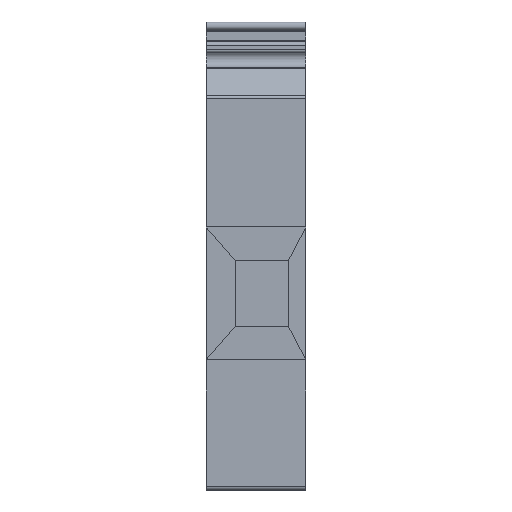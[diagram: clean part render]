
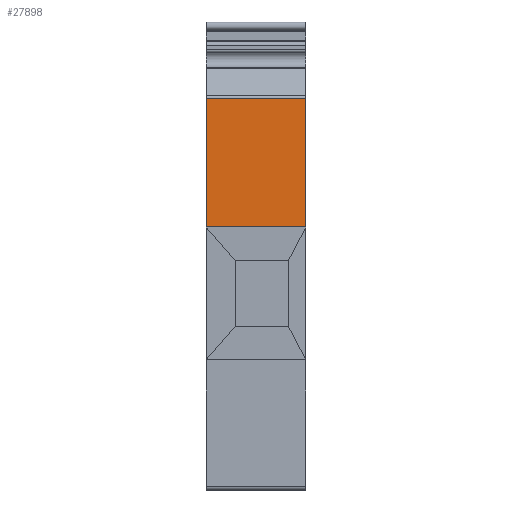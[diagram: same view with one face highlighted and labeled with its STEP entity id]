
A CAD part, left-side view. The second image highlights one B-rep face of the part: STEP entity #27898.
In plain terms, the highlighted planar face has unit normal (-1, 0, 0).
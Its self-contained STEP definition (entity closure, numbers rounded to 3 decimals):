
#1198 = LINE ( 'NONE', #28686, #16019 ) ;
#1802 = LINE ( 'NONE', #22997, #6052 ) ;
#1960 = EDGE_CURVE ( 'NONE', #13704, #23109, #19374, .T. ) ;
#2540 = LINE ( 'NONE', #11723, #14723 ) ;
#4036 = DIRECTION ( 'NONE',  ( 0., -1., 0. ) ) ;
#5271 = ORIENTED_EDGE ( 'NONE', *, *, #23677, .F. ) ;
#6028 = DIRECTION ( 'NONE',  ( 0., 0., 1. ) ) ;
#6052 = VECTOR ( 'NONE', #4036, 1000. ) ;
#7086 = FACE_OUTER_BOUND ( 'NONE', #17518, .T. ) ;
#9320 = DIRECTION ( 'NONE',  ( 1., 0., 0. ) ) ;
#9776 = CARTESIAN_POINT ( 'NONE',  ( -13.5, 0., 23.594 ) ) ;
#11723 = CARTESIAN_POINT ( 'NONE',  ( -13.5, 6., 0.2 ) ) ;
#12209 = VERTEX_POINT ( 'NONE', #27864 ) ;
#12895 = ORIENTED_EDGE ( 'NONE', *, *, #22939, .F. ) ;
#13704 = VERTEX_POINT ( 'NONE', #26736 ) ;
#14723 = VECTOR ( 'NONE', #27051, 1000. ) ;
#16019 = VECTOR ( 'NONE', #6028, 1000. ) ;
#16078 = CARTESIAN_POINT ( 'NONE',  ( -13.5, 6., 16.821 ) ) ;
#17144 = CARTESIAN_POINT ( 'NONE',  ( -13.5, 6., 15.845 ) ) ;
#17402 = ORIENTED_EDGE ( 'NONE', *, *, #22065, .T. ) ;
#17518 = EDGE_LOOP ( 'NONE', ( #25663, #17402, #12895, #5271 ) ) ;
#19374 = LINE ( 'NONE', #17144, #22517 ) ;
#20424 = VERTEX_POINT ( 'NONE', #9776 ) ;
#20596 = PLANE ( 'NONE',  #21498 ) ;
#21498 = AXIS2_PLACEMENT_3D ( 'NONE', #16078, #9320, #25108 ) ;
#22065 = EDGE_CURVE ( 'NONE', #13704, #20424, #1198, .T. ) ;
#22220 = DIRECTION ( 'NONE',  ( 0., 1., 0. ) ) ;
#22517 = VECTOR ( 'NONE', #22220, 1000. ) ;
#22939 = EDGE_CURVE ( 'NONE', #12209, #20424, #1802, .T. ) ;
#22997 = CARTESIAN_POINT ( 'NONE',  ( -13.5, 6., 23.594 ) ) ;
#23109 = VERTEX_POINT ( 'NONE', #26567 ) ;
#23677 = EDGE_CURVE ( 'NONE', #23109, #12209, #2540, .T. ) ;
#25108 = DIRECTION ( 'NONE',  ( 0., 0., -1. ) ) ;
#25663 = ORIENTED_EDGE ( 'NONE', *, *, #1960, .F. ) ;
#26567 = CARTESIAN_POINT ( 'NONE',  ( -13.5, 6., 15.845 ) ) ;
#26736 = CARTESIAN_POINT ( 'NONE',  ( -13.5, 0., 15.845 ) ) ;
#27051 = DIRECTION ( 'NONE',  ( 0., 0., 1. ) ) ;
#27864 = CARTESIAN_POINT ( 'NONE',  ( -13.5, 6., 23.594 ) ) ;
#27898 = ADVANCED_FACE ( 'NONE', ( #7086 ), #20596, .F. ) ;
#28686 = CARTESIAN_POINT ( 'NONE',  ( -13.5, 0., 16.821 ) ) ;
